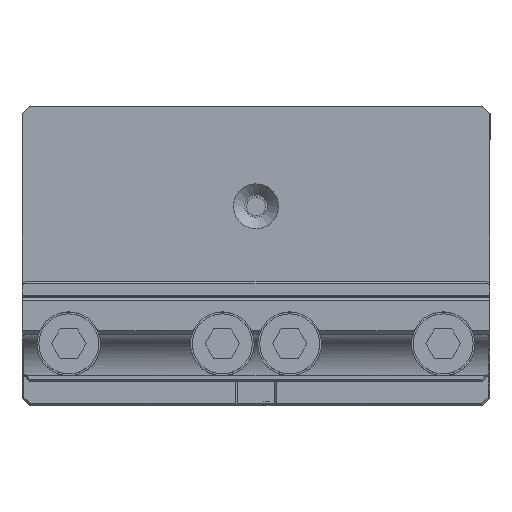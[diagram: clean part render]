
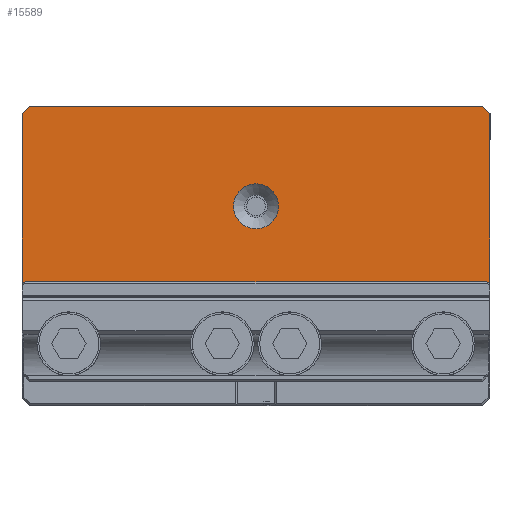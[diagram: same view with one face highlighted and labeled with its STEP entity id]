
A CAD part, top view. The second image highlights one B-rep face of the part: STEP entity #15589.
In plain terms, the highlighted planar face has unit normal (0, 0, 1).
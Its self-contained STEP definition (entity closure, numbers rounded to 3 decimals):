
#2494=CARTESIAN_POINT('',(61.5,4.25,-24.));
#2495=VERTEX_POINT('',#2494);
#2502=CARTESIAN_POINT('',(-61.5,4.25,-24.));
#2503=VERTEX_POINT('',#2502);
#2504=CARTESIAN_POINT('',(61.5,4.25,-24.));
#2505=DIRECTION('',(-1.0,0.0,0.0));
#2506=VECTOR('',#2505,1.0);
#2507=LINE('',#2504,#2506);
#2508=EDGE_CURVE('',#2495,#2503,#2507,.T.);
#5807=CARTESIAN_POINT('',(-62.5,4.25,-24.));
#5808=VERTEX_POINT('',#5807);
#5809=CARTESIAN_POINT('',(-61.5,4.25,-24.));
#5810=DIRECTION('',(-1.0,0.,0.0));
#5811=VECTOR('',#5810,1.0);
#5812=LINE('',#5809,#5811);
#5813=EDGE_CURVE('',#2503,#5808,#5812,.T.);
#15431=CARTESIAN_POINT('',(60.5,51.25,-24.));
#15432=VERTEX_POINT('',#15431);
#15439=CARTESIAN_POINT('',(62.5,49.25,-24.));
#15440=VERTEX_POINT('',#15439);
#15441=CARTESIAN_POINT('',(60.5,51.25,-24.));
#15442=DIRECTION('',(0.707,-0.707,0.0));
#15443=VECTOR('',#15442,1.);
#15444=LINE('',#15441,#15443);
#15445=EDGE_CURVE('',#15432,#15440,#15444,.T.);
#15463=CARTESIAN_POINT('',(62.5,4.25,-24.));
#15464=VERTEX_POINT('',#15463);
#15465=CARTESIAN_POINT('',(62.5,49.25,-24.));
#15466=DIRECTION('',(0.0,-1.0,0.0));
#15467=VECTOR('',#15466,1.0);
#15468=LINE('',#15465,#15467);
#15469=EDGE_CURVE('',#15440,#15464,#15468,.T.);
#15485=CARTESIAN_POINT('',(62.5,4.25,-24.));
#15486=DIRECTION('',(-1.0,0.0,0.0));
#15487=VECTOR('',#15486,1.0);
#15488=LINE('',#15485,#15487);
#15489=EDGE_CURVE('',#15464,#2495,#15488,.T.);
#15505=CARTESIAN_POINT('',(-62.5,49.25,-24.));
#15506=VERTEX_POINT('',#15505);
#15507=CARTESIAN_POINT('',(-62.5,4.25,-24.));
#15508=DIRECTION('',(0.0,1.0,0.0));
#15509=VECTOR('',#15508,1.0);
#15510=LINE('',#15507,#15509);
#15511=EDGE_CURVE('',#5808,#15506,#15510,.T.);
#15529=CARTESIAN_POINT('',(-60.5,51.25,-24.));
#15530=VERTEX_POINT('',#15529);
#15531=CARTESIAN_POINT('',(-62.5,49.25,-24.));
#15532=DIRECTION('',(0.707,0.707,0.0));
#15533=VECTOR('',#15532,1.);
#15534=LINE('',#15531,#15533);
#15535=EDGE_CURVE('',#15506,#15530,#15534,.T.);
#15553=CARTESIAN_POINT('',(-60.5,51.25,-24.));
#15554=DIRECTION('',(1.0,0.0,0.0));
#15555=VECTOR('',#15554,1.0);
#15556=LINE('',#15553,#15555);
#15557=EDGE_CURVE('',#15530,#15432,#15556,.T.);
#15563=CARTESIAN_POINT('',(68.75,53.6,-24.));
#15564=DIRECTION('',(0.0,0.0,1.0));
#15565=DIRECTION('',(-1.0,0.0,0.0));
#15566=AXIS2_PLACEMENT_3D('',#15563,#15564,#15565);
#15567=PLANE('',#15566);
#15568=ORIENTED_EDGE('',*,*,#15445,.F.);
#15569=ORIENTED_EDGE('',*,*,#15557,.F.);
#15570=ORIENTED_EDGE('',*,*,#15535,.F.);
#15571=ORIENTED_EDGE('',*,*,#15511,.F.);
#15572=ORIENTED_EDGE('',*,*,#5813,.F.);
#15573=ORIENTED_EDGE('',*,*,#2508,.F.);
#15574=ORIENTED_EDGE('',*,*,#15489,.F.);
#15575=ORIENTED_EDGE('',*,*,#15469,.F.);
#15576=EDGE_LOOP('',(#15568,#15569,#15570,#15571,#15572,#15573,#15574,#15575));
#15577=FACE_OUTER_BOUND('',#15576,.T.);
#15578=CARTESIAN_POINT('',(-6.,24.5,-24.));
#15579=VERTEX_POINT('',#15578);
#15580=CARTESIAN_POINT('',(0.,24.5,-24.));
#15581=DIRECTION('',(0.,0.,-1.0));
#15582=DIRECTION('',(-1.0,0.0,0.));
#15583=AXIS2_PLACEMENT_3D('',#15580,#15581,#15582);
#15584=CIRCLE('',#15583,6.);
#15585=EDGE_CURVE('',#15579,#15579,#15584,.T.);
#15586=ORIENTED_EDGE('',*,*,#15585,.T.);
#15587=EDGE_LOOP('',(#15586));
#15588=FACE_BOUND('',#15587,.T.);
#15589=ADVANCED_FACE('',(#15577,#15588),#15567,.T.);
